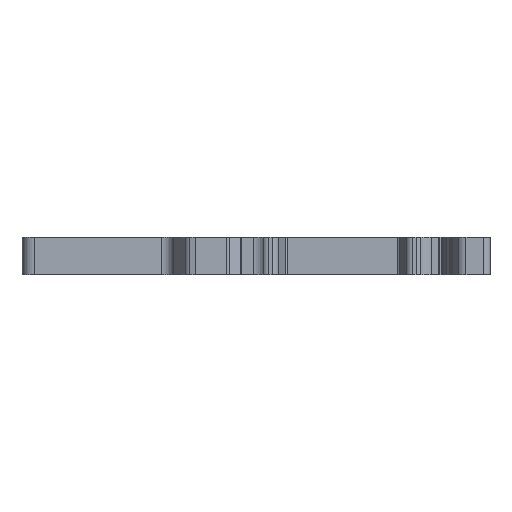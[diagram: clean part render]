
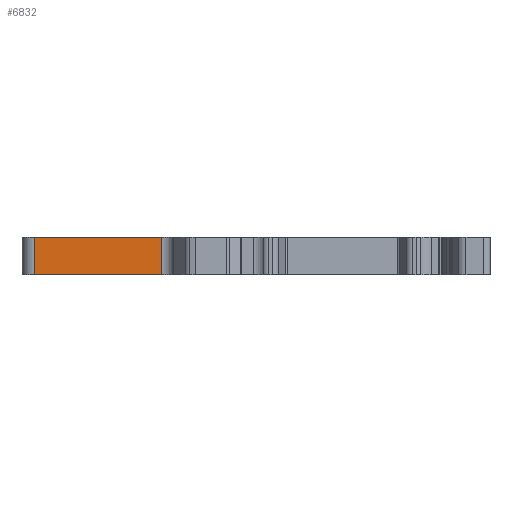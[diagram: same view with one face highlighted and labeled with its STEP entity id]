
A CAD part, front view. The second image highlights one B-rep face of the part: STEP entity #6832.
In plain terms, the highlighted planar face has unit normal (0, -1, 0).
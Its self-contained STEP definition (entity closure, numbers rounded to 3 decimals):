
#22 = CARTESIAN_POINT ( 'NONE',  ( -28.56, -19.88, 6. ) ) ;
#37 = AXIS2_PLACEMENT_3D ( 'NONE', #7379, #423, #4477 ) ;
#172 = ORIENTED_EDGE ( 'NONE', *, *, #3064, .T. ) ;
#423 = DIRECTION ( 'NONE',  ( 0., -1., 0. ) ) ;
#593 = ORIENTED_EDGE ( 'NONE', *, *, #3683, .T. ) ;
#975 = ORIENTED_EDGE ( 'NONE', *, *, #5682, .F. ) ;
#1227 = VERTEX_POINT ( 'NONE', #5847 ) ;
#1394 = VECTOR ( 'NONE', #4045, 1000. ) ;
#1691 = DIRECTION ( 'NONE',  ( -1., 0., 0. ) ) ;
#1931 = LINE ( 'NONE', #3466, #1394 ) ;
#2402 = VERTEX_POINT ( 'NONE', #7353 ) ;
#2440 = LINE ( 'NONE', #3415, #3799 ) ;
#2540 = EDGE_LOOP ( 'NONE', ( #2656, #975, #172, #593 ) ) ;
#2656 = ORIENTED_EDGE ( 'NONE', *, *, #6361, .F. ) ;
#2724 = VECTOR ( 'NONE', #2993, 1000. ) ;
#2993 = DIRECTION ( 'NONE',  ( 0., 0., -1. ) ) ;
#3031 = LINE ( 'NONE', #3985, #4586 ) ;
#3064 = EDGE_CURVE ( 'NONE', #3719, #2402, #3031, .T. ) ;
#3415 = CARTESIAN_POINT ( 'NONE',  ( 0., -19.88, 0. ) ) ;
#3466 = CARTESIAN_POINT ( 'NONE',  ( -48.768, -19.88, 6. ) ) ;
#3683 = EDGE_CURVE ( 'NONE', #2402, #5684, #1931, .T. ) ;
#3719 = VERTEX_POINT ( 'NONE', #22 ) ;
#3799 = VECTOR ( 'NONE', #1691, 1000. ) ;
#3985 = CARTESIAN_POINT ( 'NONE',  ( 0., -19.88, 6. ) ) ;
#4045 = DIRECTION ( 'NONE',  ( 0., 0., -1. ) ) ;
#4477 = DIRECTION ( 'NONE',  ( 1., 0., 0. ) ) ;
#4586 = VECTOR ( 'NONE', #5157, 1000. ) ;
#5157 = DIRECTION ( 'NONE',  ( -1., 0., 0. ) ) ;
#5613 = PLANE ( 'NONE',  #37 ) ;
#5682 = EDGE_CURVE ( 'NONE', #3719, #1227, #7367, .T. ) ;
#5684 = VERTEX_POINT ( 'NONE', #6458 ) ;
#5847 = CARTESIAN_POINT ( 'NONE',  ( -28.56, -19.88, 0. ) ) ;
#5882 = CARTESIAN_POINT ( 'NONE',  ( -28.56, -19.88, 6. ) ) ;
#6361 = EDGE_CURVE ( 'NONE', #1227, #5684, #2440, .T. ) ;
#6431 = FACE_OUTER_BOUND ( 'NONE', #2540, .T. ) ;
#6458 = CARTESIAN_POINT ( 'NONE',  ( -48.768, -19.88, 0. ) ) ;
#6832 = ADVANCED_FACE ( 'NONE', ( #6431 ), #5613, .T. ) ;
#7353 = CARTESIAN_POINT ( 'NONE',  ( -48.768, -19.88, 6. ) ) ;
#7367 = LINE ( 'NONE', #5882, #2724 ) ;
#7379 = CARTESIAN_POINT ( 'NONE',  ( 0., -19.88, 6. ) ) ;
